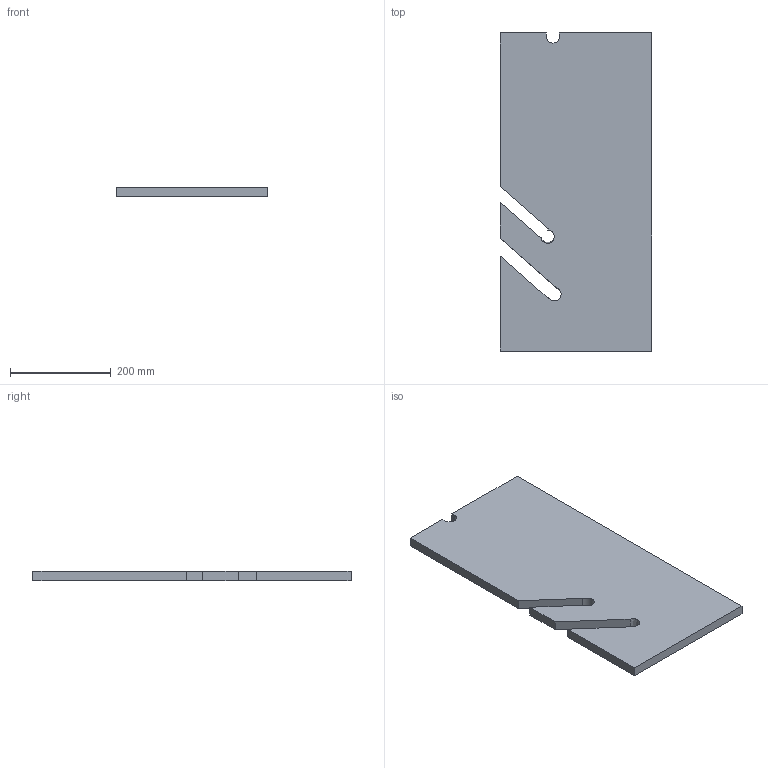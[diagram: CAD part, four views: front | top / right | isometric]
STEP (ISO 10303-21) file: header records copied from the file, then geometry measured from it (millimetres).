
FILE_DESCRIPTION (( 'STEP AP214' ), '1' );
FILE_NAME ('4THRIGHT.STEP', '2024-05-24T04:31:23', ( '' ), ( '' ), 'SwSTEP 2.0', 'SolidWorks 2022', '' );
FILE_SCHEMA (( 'AUTOMOTIVE_DESIGN' ));
Length unit declared in the file: millimetre
Products named in the file (1): 4THRIGHT
Bounding box: 300 x 630 x 19 mm (x, y, z)
Volume: 3444501.1 mm3; surface area: 409072.5 mm2
Topology: 1 solids, 1 shells, 24 faces, 66 edges, 44 vertices
Faces by surface type: plane 19, cylinder 3, bspline 2
Entity records: 825 total; most frequent: CARTESIAN_POINT 200, ORIENTED_EDGE 132, DIRECTION 109, EDGE_CURVE 66, LINE 51, VECTOR 51, VERTEX_POINT 44, AXIS2_PLACEMENT_3D 29
